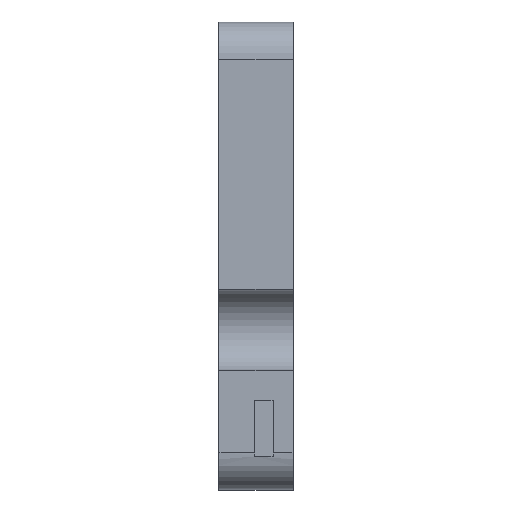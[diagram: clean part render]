
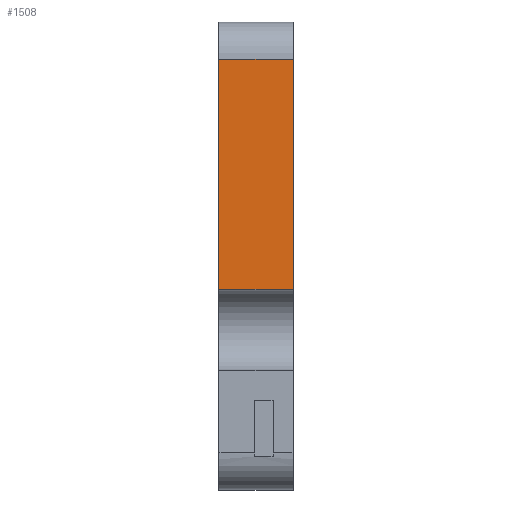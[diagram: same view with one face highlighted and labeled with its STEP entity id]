
A CAD part, left-side view. The second image highlights one B-rep face of the part: STEP entity #1508.
In plain terms, the highlighted planar face has unit normal (-1, 0, 0).
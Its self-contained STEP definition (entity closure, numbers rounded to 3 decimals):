
#2 = DIRECTION ( 'NONE',  ( 1., 0., 0. ) ) ;
#13 = FACE_OUTER_BOUND ( 'NONE', #1448, .T. ) ;
#105 = CARTESIAN_POINT ( 'NONE',  ( 174., 10., -183.412 ) ) ;
#184 = ORIENTED_EDGE ( 'NONE', *, *, #605, .F. ) ;
#290 = VERTEX_POINT ( 'NONE', #1163 ) ;
#293 = LINE ( 'NONE', #778, #568 ) ;
#405 = LINE ( 'NONE', #908, #1346 ) ;
#434 = LINE ( 'NONE', #105, #1693 ) ;
#568 = VECTOR ( 'NONE', #1944, 1000. ) ;
#605 = EDGE_CURVE ( 'NONE', #290, #1009, #1904, .T. ) ;
#739 = VECTOR ( 'NONE', #924, 1000. ) ;
#751 = AXIS2_PLACEMENT_3D ( 'NONE', #1947, #2, #1291 ) ;
#778 = CARTESIAN_POINT ( 'NONE',  ( 174., 0., 0. ) ) ;
#908 = CARTESIAN_POINT ( 'NONE',  ( 174., 10., -214.51 ) ) ;
#924 = DIRECTION ( 'NONE',  ( 0., 0., 1. ) ) ;
#1009 = VERTEX_POINT ( 'NONE', #1930 ) ;
#1142 = CARTESIAN_POINT ( 'NONE',  ( 174., 0., -214.51 ) ) ;
#1163 = CARTESIAN_POINT ( 'NONE',  ( 174., 10., -214.51 ) ) ;
#1227 = EDGE_CURVE ( 'NONE', #290, #1666, #405, .T. ) ;
#1278 = CARTESIAN_POINT ( 'NONE',  ( 174., 0., -183.412 ) ) ;
#1291 = DIRECTION ( 'NONE',  ( 0., 0., -1. ) ) ;
#1346 = VECTOR ( 'NONE', #1551, 1000. ) ;
#1408 = DIRECTION ( 'NONE',  ( 0., -1., 0. ) ) ;
#1448 = EDGE_LOOP ( 'NONE', ( #1661, #1805, #184, #1735 ) ) ;
#1508 = ADVANCED_FACE ( 'NONE', ( #13 ), #1972, .F. ) ;
#1551 = DIRECTION ( 'NONE',  ( 0., -1., 0. ) ) ;
#1601 = CARTESIAN_POINT ( 'NONE',  ( 174., 10., 0. ) ) ;
#1661 = ORIENTED_EDGE ( 'NONE', *, *, #1772, .T. ) ;
#1666 = VERTEX_POINT ( 'NONE', #1142 ) ;
#1693 = VECTOR ( 'NONE', #1408, 1000. ) ;
#1735 = ORIENTED_EDGE ( 'NONE', *, *, #1227, .T. ) ;
#1772 = EDGE_CURVE ( 'NONE', #1666, #1795, #293, .T. ) ;
#1795 = VERTEX_POINT ( 'NONE', #1278 ) ;
#1805 = ORIENTED_EDGE ( 'NONE', *, *, #2033, .F. ) ;
#1904 = LINE ( 'NONE', #1601, #739 ) ;
#1930 = CARTESIAN_POINT ( 'NONE',  ( 174., 10., -183.412 ) ) ;
#1944 = DIRECTION ( 'NONE',  ( 0., 0., 1. ) ) ;
#1947 = CARTESIAN_POINT ( 'NONE',  ( 174., 10., 0. ) ) ;
#1972 = PLANE ( 'NONE',  #751 ) ;
#2033 = EDGE_CURVE ( 'NONE', #1009, #1795, #434, .T. ) ;
